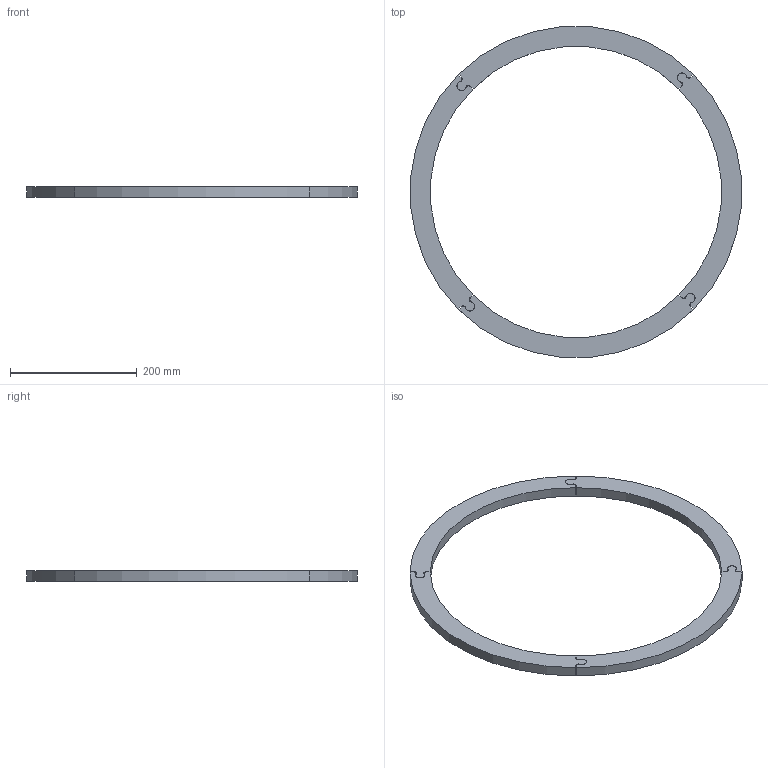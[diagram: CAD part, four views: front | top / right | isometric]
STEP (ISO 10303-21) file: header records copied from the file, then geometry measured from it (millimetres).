
FILE_DESCRIPTION((''),'2;1');
FILE_NAME('250750-TE8803063','2026-01-16T',('HP'),(''),'PRO/ENGINEER BY PARAMETRIC TECHNOLOGY CORPORATION, 2011490','PRO/ENGINEER BY PARAMETRIC TECHNOLOGY CORPORATION, 2011490','');
FILE_SCHEMA(('CONFIG_CONTROL_DESIGN'));
Length unit declared in the file: millimetre
Products named in the file (2): TE8803063-1; 250750-TE8803063
Assembly tree (4 placements, depth 2):
  250750-TE8803063
    TE8803063-1  x4
Bounding box: 522.01 x 522.01 x 16 mm (x, y, z)
Volume: 789883.2 mm3; surface area: 155628.4 mm2
Topology: 4 solids, 4 shells, 56 faces, 144 edges, 96 vertices
Faces by surface type: cylinder 32, plane 24
Entity records: 764 total; most frequent: COLOUR_RGB 111, DIRECTION 92, CARTESIAN_POINT 80, ORIENTED_EDGE 72, PRESENTATION_STYLE_ASSIGNMENT 37, STYLED_ITEM 37, AXIS2_PLACEMENT_3D 36, CURVE_STYLE 36
